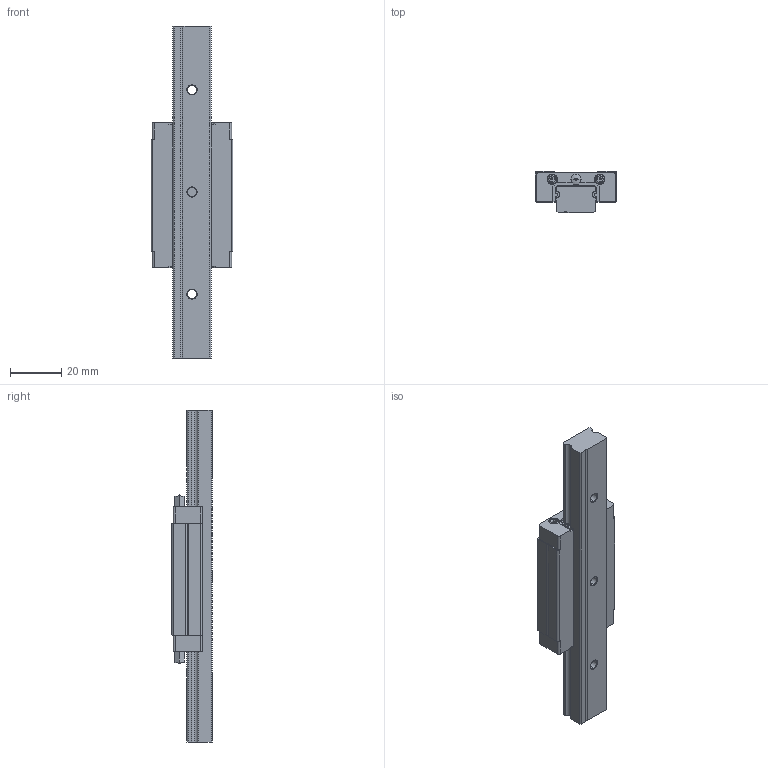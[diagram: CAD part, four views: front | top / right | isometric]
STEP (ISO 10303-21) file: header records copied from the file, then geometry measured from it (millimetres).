
FILE_DESCRIPTION (( 'STEP AP214' ), '1' );
FILE_NAME ('C_SM15L_Assy.STEP', '2024-12-14T01:17:58', ( 'user' ), ( '' ), 'SwSTEP 2.0', 'SolidWorks 2023', '' );
FILE_SCHEMA (( 'AUTOMOTIVE_DESIGN' ));
Length unit declared in the file: millimetre
Products named in the file (4): C_SM15L_block; C_SM15_Rail; C_SM15L_Assy; C_MS15_Nipple
Assembly tree (4 placements, depth 2):
  C_SM15L_Assy
    C_SM15L_block
    C_SM15_Rail
    C_MS15_Nipple  x2
Bounding box: 32 x 16 x 130 mm (x, y, z)
Volume: 34314 mm3; surface area: 14233.6 mm2
Topology: 4 solids, 4 shells, 311 faces, 814 edges, 520 vertices
Faces by surface type: plane 171, cylinder 88, cone 36, torus 8, sphere 8
Entity records: 9223 total; most frequent: CARTESIAN_POINT 1796, ORIENTED_EDGE 1532, DIRECTION 1528, EDGE_CURVE 766, AXIS2_PLACEMENT_3D 525, VERTEX_POINT 497, VECTOR 478, LINE 478
